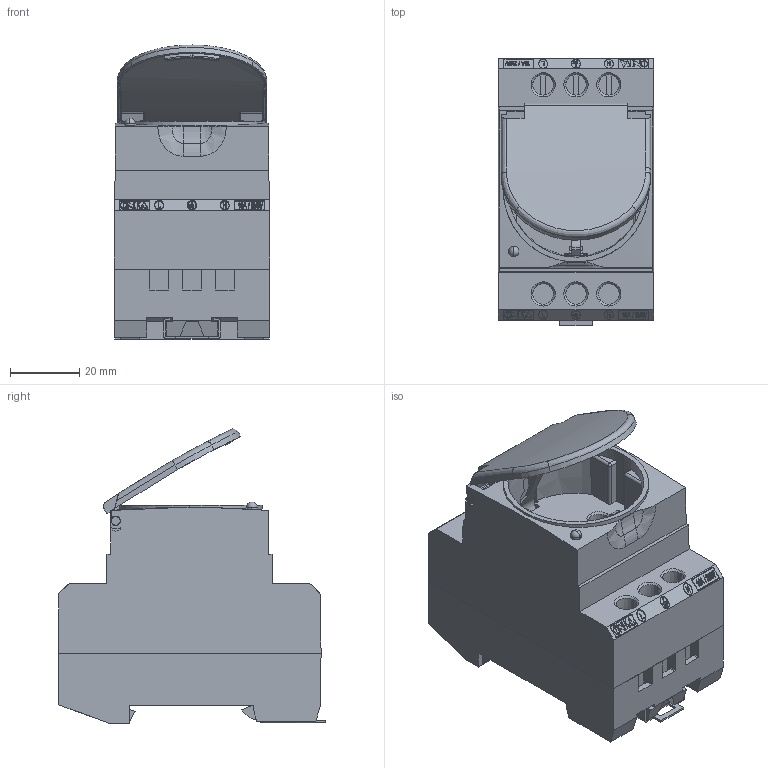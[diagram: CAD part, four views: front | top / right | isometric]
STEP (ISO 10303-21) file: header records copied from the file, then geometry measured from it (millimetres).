
FILE_DESCRIPTION (( 'STEP AP203' ), '1' );
FILE_NAME ('7162.STEP', '2020-08-20T14:35:49', ( '' ), ( '' ), 'SwSTEP 2.0', 'SolidWorks 2011', '' );
FILE_SCHEMA (( 'CONFIG_CONTROL_DESIGN' ));
Products named in the file (1): 7162
Bounding box: 45 x 77.34 x 85.06 mm (x, y, z)
Volume: 129852.9 mm3; surface area: 42292 mm2
Topology: 1 solids, 10 shells, 1278 faces, 3480 edges, 2298 vertices
Faces by surface type: plane 767, bspline 212, cylinder 196, cone 72, torus 20, sphere 11
Entity records: 62278 total; most frequent: CARTESIAN_POINT 32677, ORIENTED_EDGE 6922, DIRECTION 4671, EDGE_CURVE 3461, VERTEX_POINT 2290, VECTOR 2249, LINE 2249, EDGE_LOOP 1383
